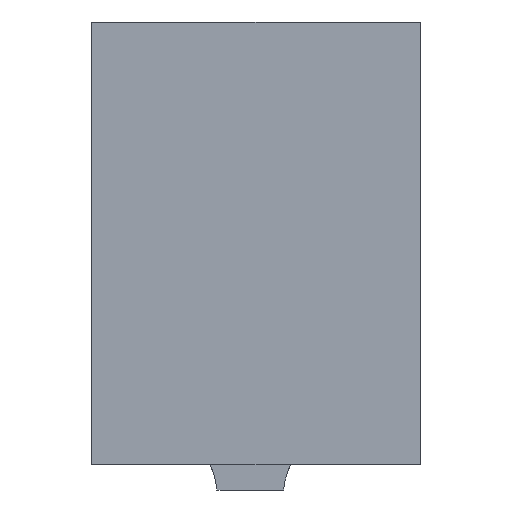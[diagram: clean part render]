
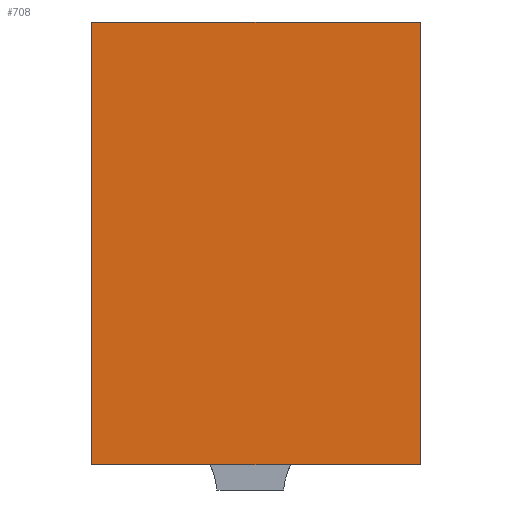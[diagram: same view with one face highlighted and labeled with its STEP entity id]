
A CAD part, front view. The second image highlights one B-rep face of the part: STEP entity #708.
In plain terms, the highlighted planar face has unit normal (0, -1, 0).
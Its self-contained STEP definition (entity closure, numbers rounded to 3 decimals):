
#51=PLANE('',#785);
#109=LINE('',#1342,#178);
#113=LINE('',#1350,#182);
#116=LINE('',#1356,#185);
#119=LINE('',#1361,#188);
#178=VECTOR('',#960,10.);
#182=VECTOR('',#966,10.);
#185=VECTOR('',#971,10.);
#188=VECTOR('',#976,10.);
#237=FACE_OUTER_BOUND('',#278,.T.);
#278=EDGE_LOOP('',(#661,#662,#663,#664));
#363=VERTEX_POINT('',#1340);
#364=VERTEX_POINT('',#1341);
#367=VERTEX_POINT('',#1349);
#369=VERTEX_POINT('',#1355);
#457=EDGE_CURVE('',#363,#364,#109,.T.);
#461=EDGE_CURVE('',#367,#363,#113,.T.);
#464=EDGE_CURVE('',#369,#367,#116,.T.);
#467=EDGE_CURVE('',#364,#369,#119,.T.);
#661=ORIENTED_EDGE('',*,*,#467,.F.);
#662=ORIENTED_EDGE('',*,*,#457,.F.);
#663=ORIENTED_EDGE('',*,*,#461,.F.);
#664=ORIENTED_EDGE('',*,*,#464,.F.);
#708=ADVANCED_FACE('',(#237),#51,.F.);
#785=AXIS2_PLACEMENT_3D('',#1364,#980,#981);
#960=DIRECTION('',(-1.,0.,0.));
#966=DIRECTION('',(0.,0.,-1.));
#971=DIRECTION('',(1.,0.,0.));
#976=DIRECTION('',(0.,0.,1.));
#980=DIRECTION('center_axis',(0.,1.,0.));
#981=DIRECTION('ref_axis',(1.,0.,0.));
#1340=CARTESIAN_POINT('',(69.,0.,-93.));
#1341=CARTESIAN_POINT('',(0.,0.,-93.));
#1342=CARTESIAN_POINT('',(69.,0.,-93.));
#1349=CARTESIAN_POINT('',(69.,0.,0.));
#1350=CARTESIAN_POINT('',(69.,0.,0.));
#1355=CARTESIAN_POINT('',(0.,0.,0.));
#1356=CARTESIAN_POINT('',(0.,0.,0.));
#1361=CARTESIAN_POINT('',(0.,0.,-93.));
#1364=CARTESIAN_POINT('Origin',(34.5,0.,-46.5));
